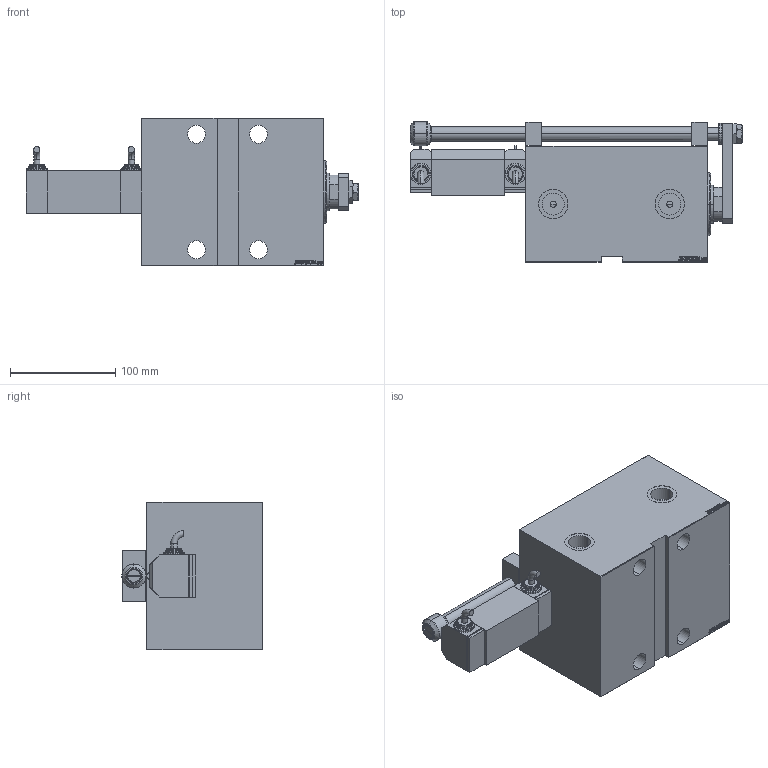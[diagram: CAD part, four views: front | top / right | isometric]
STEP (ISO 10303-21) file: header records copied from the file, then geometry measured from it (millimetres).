
FILE_DESCRIPTION (( 'STEP AP203' ), '1' );
FILE_NAME ('57c1.STEP', '2021-03-18T17:16:55', ( '' ), ( '' ), 'SwSTEP 2.0', 'SolidWorks 2019', '' );
FILE_SCHEMA (( 'CONFIG_CONTROL_DESIGN' ));
Length unit declared in the file: millimetre
Products named in the file (13): V450CM_E_VCP 804e823e10aa87c6ea02d05ba99edfaa; V450CM_VC_B 804e823e10aa87c6ea02d05ba99edfaa; NUT_D16 804e823e10aa87c6ea02d05ba99edfaa; SWITCH_P_FRONT_BACK 804e823e10aa87c6ea02d05ba99edfaa; NUT_D19_P 804e823e10aa87c6ea02d05ba99edfaa; 57c1; TYC_P 804e823e10aa87c6ea02d05ba99edfaa; MIDDLE 804e823e10aa87c6ea02d05ba99edfaa; SWITCH P 804e823e10aa87c6ea02d05ba99edfaa; KROUZEK_PRO_TYC 804e823e10aa87c6ea02d05ba99edfaa; ZARAZKA_P 804e823e10aa87c6ea02d05ba99edfaa; V450CM_E 804e823e10aa87c6ea02d05ba99edfaa; SWITCH DIM W_B 804e823e10aa87c6ea02d05ba99edfaa
Assembly tree (14 placements, depth 2):
  57c1
    V450CM_E 804e823e10aa87c6ea02d05ba99edfaa
    V450CM_E_VCP 804e823e10aa87c6ea02d05ba99edfaa
    V450CM_VC_B 804e823e10aa87c6ea02d05ba99edfaa
    ZARAZKA_P 804e823e10aa87c6ea02d05ba99edfaa
    KROUZEK_PRO_TYC 804e823e10aa87c6ea02d05ba99edfaa
    MIDDLE 804e823e10aa87c6ea02d05ba99edfaa
    NUT_D16 804e823e10aa87c6ea02d05ba99edfaa
    NUT_D19_P 804e823e10aa87c6ea02d05ba99edfaa
    SWITCH DIM W_B 804e823e10aa87c6ea02d05ba99edfaa
    SWITCH P 804e823e10aa87c6ea02d05ba99edfaa  x2
    SWITCH_P_FRONT_BACK 804e823e10aa87c6ea02d05ba99edfaa  x2
    TYC_P 804e823e10aa87c6ea02d05ba99edfaa
Bounding box: 316 x 133.5 x 140 mm (x, y, z)
Volume: 2385250.4 mm3; surface area: 308455.3 mm2
Topology: 14 solids, 14 shells, 1102 faces, 2752 edges, 1808 vertices
Faces by surface type: plane 529, bspline 380, cylinder 124, cone 37, torus 32
Entity records: 49502 total; most frequent: CARTESIAN_POINT 25549, ORIENTED_EDGE 5204, DIRECTION 3449, EDGE_CURVE 2602, VERTEX_POINT 1712, VECTOR 1505, LINE 1505, EDGE_LOOP 1194
